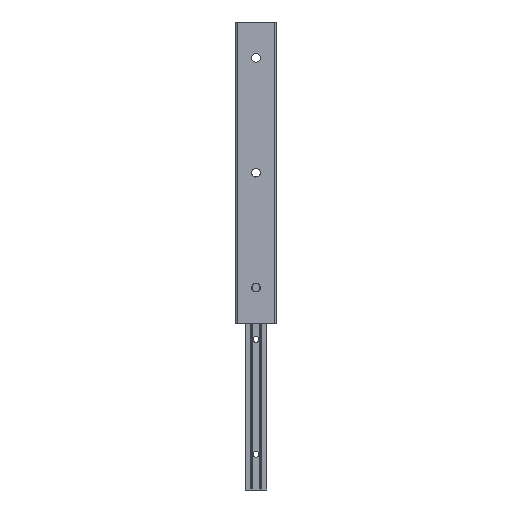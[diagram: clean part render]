
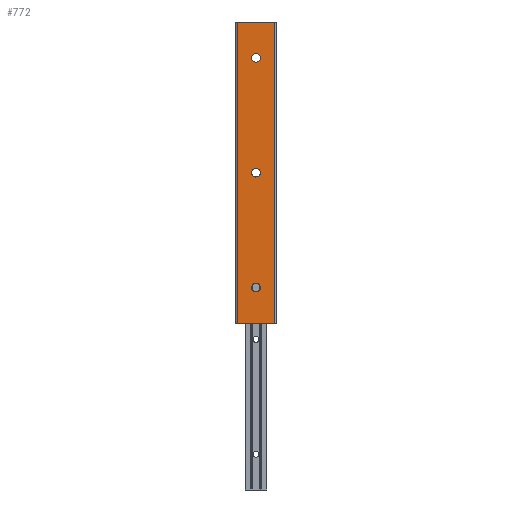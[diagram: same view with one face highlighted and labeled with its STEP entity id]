
A CAD part, left-side view. The second image highlights one B-rep face of the part: STEP entity #772.
In plain terms, the highlighted planar face has unit normal (-1, 0, 0).
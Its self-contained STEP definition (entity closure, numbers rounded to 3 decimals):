
#4 = DIRECTION ( 'NONE',  ( 0., 0., -1. ) ) ;
#20 = ORIENTED_EDGE ( 'NONE', *, *, #2553, .T. ) ;
#94 = EDGE_CURVE ( 'NONE', #1387, #252, #237, .T. ) ;
#111 = CARTESIAN_POINT ( 'NONE',  ( 0., 0., -185. ) ) ;
#161 = EDGE_LOOP ( 'NONE', ( #1751, #1809 ) ) ;
#168 = DIRECTION ( 'NONE',  ( 1., 0., 0. ) ) ;
#197 = CARTESIAN_POINT ( 'NONE',  ( 0., 0., -105. ) ) ;
#237 = LINE ( 'NONE', #1867, #554 ) ;
#252 = VERTEX_POINT ( 'NONE', #320 ) ;
#273 = CARTESIAN_POINT ( 'NONE',  ( 0., 13., -210. ) ) ;
#320 = CARTESIAN_POINT ( 'NONE',  ( 0., 13., 0. ) ) ;
#362 = VECTOR ( 'NONE', #1156, 1000. ) ;
#402 = AXIS2_PLACEMENT_3D ( 'NONE', #820, #561, #1199 ) ;
#418 = ORIENTED_EDGE ( 'NONE', *, *, #1929, .F. ) ;
#420 = CARTESIAN_POINT ( 'NONE',  ( 0., 0., -182. ) ) ;
#446 = AXIS2_PLACEMENT_3D ( 'NONE', #1835, #1572, #1018 ) ;
#554 = VECTOR ( 'NONE', #2078, 1000. ) ;
#559 = AXIS2_PLACEMENT_3D ( 'NONE', #588, #2202, #4 ) ;
#561 = DIRECTION ( 'NONE',  ( -1., 0., 0. ) ) ;
#588 = CARTESIAN_POINT ( 'NONE',  ( 0., 0., -185. ) ) ;
#608 = EDGE_CURVE ( 'NONE', #2120, #1256, #1503, .T. ) ;
#671 = CARTESIAN_POINT ( 'NONE',  ( 0., -13., 0. ) ) ;
#679 = LINE ( 'NONE', #273, #2511 ) ;
#683 = EDGE_CURVE ( 'NONE', #1256, #2120, #1459, .T. ) ;
#700 = CARTESIAN_POINT ( 'NONE',  ( 0., 13., -210. ) ) ;
#731 = EDGE_LOOP ( 'NONE', ( #418, #1915, #20, #934 ) ) ;
#772 = ADVANCED_FACE ( 'NONE', ( #1397, #2213, #1575, #2405 ), #1023, .T. ) ;
#780 = DIRECTION ( 'NONE',  ( 0., 0., -1. ) ) ;
#785 = CIRCLE ( 'NONE', #1414, 3. ) ;
#796 = VERTEX_POINT ( 'NONE', #2008 ) ;
#820 = CARTESIAN_POINT ( 'NONE',  ( 0., 13., -210. ) ) ;
#909 = AXIS2_PLACEMENT_3D ( 'NONE', #111, #2549, #1952 ) ;
#934 = ORIENTED_EDGE ( 'NONE', *, *, #1107, .T. ) ;
#946 = DIRECTION ( 'NONE',  ( 1., 0., 0. ) ) ;
#980 = ORIENTED_EDGE ( 'NONE', *, *, #2232, .T. ) ;
#1018 = DIRECTION ( 'NONE',  ( 0., 0., -1. ) ) ;
#1021 = VERTEX_POINT ( 'NONE', #1728 ) ;
#1023 = PLANE ( 'NONE',  #402 ) ;
#1107 = EDGE_CURVE ( 'NONE', #796, #1703, #1195, .T. ) ;
#1141 = VERTEX_POINT ( 'NONE', #2629 ) ;
#1142 = CARTESIAN_POINT ( 'NONE',  ( 0., 0., -25. ) ) ;
#1156 = DIRECTION ( 'NONE',  ( 0., 0., 1. ) ) ;
#1164 = CIRCLE ( 'NONE', #2588, 3. ) ;
#1179 = EDGE_CURVE ( 'NONE', #1869, #1021, #1586, .T. ) ;
#1187 = EDGE_CURVE ( 'NONE', #1021, #1869, #785, .T. ) ;
#1195 = LINE ( 'NONE', #1382, #362 ) ;
#1197 = ORIENTED_EDGE ( 'NONE', *, *, #2367, .T. ) ;
#1199 = DIRECTION ( 'NONE',  ( 0., -1., 0. ) ) ;
#1256 = VERTEX_POINT ( 'NONE', #2311 ) ;
#1304 = ORIENTED_EDGE ( 'NONE', *, *, #1187, .T. ) ;
#1382 = CARTESIAN_POINT ( 'NONE',  ( 0., -13., -210. ) ) ;
#1387 = VERTEX_POINT ( 'NONE', #700 ) ;
#1397 = FACE_BOUND ( 'NONE', #2484, .T. ) ;
#1414 = AXIS2_PLACEMENT_3D ( 'NONE', #197, #168, #780 ) ;
#1459 = CIRCLE ( 'NONE', #559, 3. ) ;
#1472 = AXIS2_PLACEMENT_3D ( 'NONE', #1142, #946, #1759 ) ;
#1503 = CIRCLE ( 'NONE', #909, 3. ) ;
#1531 = CARTESIAN_POINT ( 'NONE',  ( 0., 0., -28. ) ) ;
#1572 = DIRECTION ( 'NONE',  ( 1., 0., 0. ) ) ;
#1575 = FACE_OUTER_BOUND ( 'NONE', #731, .T. ) ;
#1586 = CIRCLE ( 'NONE', #446, 3. ) ;
#1640 = CIRCLE ( 'NONE', #1472, 3. ) ;
#1692 = DIRECTION ( 'NONE',  ( 0., -1., 0. ) ) ;
#1703 = VERTEX_POINT ( 'NONE', #671 ) ;
#1706 = DIRECTION ( 'NONE',  ( 0., 0., -1. ) ) ;
#1721 = VECTOR ( 'NONE', #2597, 1000. ) ;
#1728 = CARTESIAN_POINT ( 'NONE',  ( 0., 0., -102. ) ) ;
#1751 = ORIENTED_EDGE ( 'NONE', *, *, #683, .T. ) ;
#1759 = DIRECTION ( 'NONE',  ( 0., 0., -1. ) ) ;
#1809 = ORIENTED_EDGE ( 'NONE', *, *, #608, .T. ) ;
#1835 = CARTESIAN_POINT ( 'NONE',  ( 0., 0., -105. ) ) ;
#1867 = CARTESIAN_POINT ( 'NONE',  ( 0., 13., -210. ) ) ;
#1869 = VERTEX_POINT ( 'NONE', #2297 ) ;
#1915 = ORIENTED_EDGE ( 'NONE', *, *, #94, .F. ) ;
#1929 = EDGE_CURVE ( 'NONE', #252, #1703, #2560, .T. ) ;
#1952 = DIRECTION ( 'NONE',  ( 0., 0., -1. ) ) ;
#1984 = EDGE_LOOP ( 'NONE', ( #1197, #980 ) ) ;
#1995 = VERTEX_POINT ( 'NONE', #1531 ) ;
#2008 = CARTESIAN_POINT ( 'NONE',  ( 0., -13., -210. ) ) ;
#2073 = DIRECTION ( 'NONE',  ( 1., 0., 0. ) ) ;
#2078 = DIRECTION ( 'NONE',  ( 0., 0., 1. ) ) ;
#2120 = VERTEX_POINT ( 'NONE', #420 ) ;
#2202 = DIRECTION ( 'NONE',  ( 1., 0., 0. ) ) ;
#2213 = FACE_BOUND ( 'NONE', #1984, .T. ) ;
#2232 = EDGE_CURVE ( 'NONE', #1141, #1995, #1164, .T. ) ;
#2296 = ORIENTED_EDGE ( 'NONE', *, *, #1179, .T. ) ;
#2297 = CARTESIAN_POINT ( 'NONE',  ( 0., 0., -108. ) ) ;
#2306 = CARTESIAN_POINT ( 'NONE',  ( 0., 0., -25. ) ) ;
#2311 = CARTESIAN_POINT ( 'NONE',  ( 0., 0., -188. ) ) ;
#2367 = EDGE_CURVE ( 'NONE', #1995, #1141, #1640, .T. ) ;
#2405 = FACE_BOUND ( 'NONE', #161, .T. ) ;
#2484 = EDGE_LOOP ( 'NONE', ( #2296, #1304 ) ) ;
#2511 = VECTOR ( 'NONE', #1692, 1000. ) ;
#2549 = DIRECTION ( 'NONE',  ( 1., 0., 0. ) ) ;
#2553 = EDGE_CURVE ( 'NONE', #1387, #796, #679, .T. ) ;
#2560 = LINE ( 'NONE', #2586, #1721 ) ;
#2586 = CARTESIAN_POINT ( 'NONE',  ( 0., 13., 0. ) ) ;
#2588 = AXIS2_PLACEMENT_3D ( 'NONE', #2306, #2073, #1706 ) ;
#2597 = DIRECTION ( 'NONE',  ( 0., -1., 0. ) ) ;
#2629 = CARTESIAN_POINT ( 'NONE',  ( 0., 0., -22. ) ) ;
